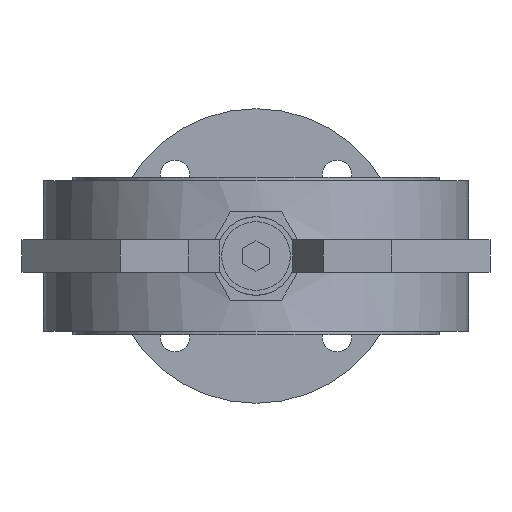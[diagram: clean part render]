
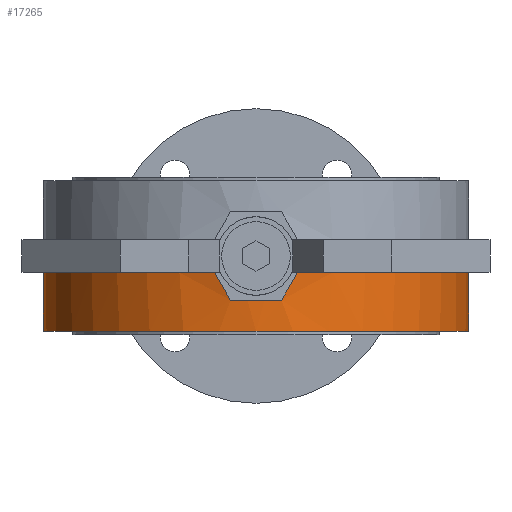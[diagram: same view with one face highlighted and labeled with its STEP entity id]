
A CAD part, front view. The second image highlights one B-rep face of the part: STEP entity #17265.
In plain terms, the highlighted cylindrical face has radius 65 mm (diameter 130 mm), a partial arc.
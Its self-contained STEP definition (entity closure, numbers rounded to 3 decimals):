
#13 = CARTESIAN_POINT ( 'NONE',  ( 0., 0., -23. ) ) ;
#1501 = EDGE_CURVE ( 'NONE', #14587, #13834, #9464, .T. ) ;
#1803 = CYLINDRICAL_SURFACE ( 'NONE', #1825, 65. ) ;
#1825 = AXIS2_PLACEMENT_3D ( 'NONE', #4166, #17773, #19407 ) ;
#2109 = CARTESIAN_POINT ( 'NONE',  ( -9.44, -64.332, -10.65 ) ) ;
#2196 = CARTESIAN_POINT ( 'NONE',  ( -7.794, -64.531, -13.5 ) ) ;
#2812 = DIRECTION ( 'NONE',  ( 0., 0., 1. ) ) ;
#2995 = ORIENTED_EDGE ( 'NONE', *, *, #15116, .T. ) ;
#3563 = EDGE_CURVE ( 'NONE', #15875, #12779, #18299, .T. ) ;
#3794 =( BOUNDED_CURVE ( )  B_SPLINE_CURVE ( 3, ( #12870, #18557, #18470, #6744 ),
 .UNSPECIFIED., .F., .F. ) 
 B_SPLINE_CURVE_WITH_KNOTS ( ( 4, 4 ),
 ( 1.374, 1.451 ),
 .UNSPECIFIED. ) 
 CURVE ( )  GEOMETRIC_REPRESENTATION_ITEM ( )  RATIONAL_B_SPLINE_CURVE ( ( 1., 1., 1., 1. ) ) 
 REPRESENTATION_ITEM ( '' )  );
#3816 = CIRCLE ( 'NONE', #24953, 65. ) ;
#4166 = CARTESIAN_POINT ( 'NONE',  ( 0., 0., 115.101 ) ) ;
#4725 = CARTESIAN_POINT ( 'NONE',  ( 65., 0., 115.101 ) ) ;
#4815 = LINE ( 'NONE', #5684, #14576 ) ;
#4942 = CARTESIAN_POINT ( 'NONE',  ( 0., 0., -5. ) ) ;
#5684 = CARTESIAN_POINT ( 'NONE',  ( -65., 0., 115.101 ) ) ;
#5752 = CARTESIAN_POINT ( 'NONE',  ( 7.794, -64.531, -13.5 ) ) ;
#5861 = EDGE_CURVE ( 'NONE', #13736, #21389, #10178, .T. ) ;
#5942 = CARTESIAN_POINT ( 'NONE',  ( -11.076, -64.071, -7.815 ) ) ;
#6744 = CARTESIAN_POINT ( 'NONE',  ( 7.794, -64.531, -13.5 ) ) ;
#7268 = ORIENTED_EDGE ( 'NONE', *, *, #5861, .F. ) ;
#7568 = CARTESIAN_POINT ( 'NONE',  ( 0., 0., -13.5 ) ) ;
#8036 = ORIENTED_EDGE ( 'NONE', *, *, #3563, .T. ) ;
#8698 = CARTESIAN_POINT ( 'NONE',  ( -65., 0., -23. ) ) ;
#8885 = DIRECTION ( 'NONE',  ( 1., 0., 0. ) ) ;
#9464 =( BOUNDED_CURVE ( )  B_SPLINE_CURVE ( 3, ( #2196, #2109, #5942, #21643 ),
 .UNSPECIFIED., .F., .T. ) 
 B_SPLINE_CURVE_WITH_KNOTS ( ( 4, 4 ),
 ( 4.833, 4.909 ),
 .UNSPECIFIED. ) 
 CURVE ( )  GEOMETRIC_REPRESENTATION_ITEM ( )  RATIONAL_B_SPLINE_CURVE ( ( 1., 1., 1., 1. ) ) 
 REPRESENTATION_ITEM ( '' )  );
#10178 = CIRCLE ( 'NONE', #20741, 65. ) ;
#10427 = CARTESIAN_POINT ( 'NONE',  ( 0., 0., -5. ) ) ;
#10591 = ORIENTED_EDGE ( 'NONE', *, *, #13276, .T. ) ;
#10929 = EDGE_LOOP ( 'NONE', ( #22117, #8036, #15323, #7268, #10591, #2995, #12005, #23587 ) ) ;
#11172 = CARTESIAN_POINT ( 'NONE',  ( -12.702, -63.747, -5. ) ) ;
#11214 = AXIS2_PLACEMENT_3D ( 'NONE', #10427, #20289, #22402 ) ;
#12005 = ORIENTED_EDGE ( 'NONE', *, *, #1501, .T. ) ;
#12340 = CARTESIAN_POINT ( 'NONE',  ( -65., 0., -5. ) ) ;
#12779 = VERTEX_POINT ( 'NONE', #17584 ) ;
#12870 = CARTESIAN_POINT ( 'NONE',  ( 12.702, -63.747, -5. ) ) ;
#13276 = EDGE_CURVE ( 'NONE', #13736, #21997, #3794, .T. ) ;
#13568 = EDGE_CURVE ( 'NONE', #15875, #14142, #4815, .T. ) ;
#13736 = VERTEX_POINT ( 'NONE', #22391 ) ;
#13834 = VERTEX_POINT ( 'NONE', #11172 ) ;
#14142 = VERTEX_POINT ( 'NONE', #12340 ) ;
#14576 = VECTOR ( 'NONE', #21275, 1000. ) ;
#14587 = VERTEX_POINT ( 'NONE', #17897 ) ;
#15116 = EDGE_CURVE ( 'NONE', #21997, #14587, #3816, .T. ) ;
#15323 = ORIENTED_EDGE ( 'NONE', *, *, #21136, .T. ) ;
#15875 = VERTEX_POINT ( 'NONE', #8698 ) ;
#17265 = ADVANCED_FACE ( 'NONE', ( #17655 ), #1803, .T. ) ;
#17584 = CARTESIAN_POINT ( 'NONE',  ( 65., 0., -23. ) ) ;
#17655 = FACE_OUTER_BOUND ( 'NONE', #10929, .T. ) ;
#17773 = DIRECTION ( 'NONE',  ( 0., 0., 1. ) ) ;
#17897 = CARTESIAN_POINT ( 'NONE',  ( -7.794, -64.531, -13.5 ) ) ;
#18299 = CIRCLE ( 'NONE', #19205, 65. ) ;
#18470 = CARTESIAN_POINT ( 'NONE',  ( 9.44, -64.332, -10.65 ) ) ;
#18557 = CARTESIAN_POINT ( 'NONE',  ( 11.076, -64.071, -7.815 ) ) ;
#19205 = AXIS2_PLACEMENT_3D ( 'NONE', #13, #25143, #23217 ) ;
#19407 = DIRECTION ( 'NONE',  ( 1., 0., 0. ) ) ;
#19908 = EDGE_CURVE ( 'NONE', #14142, #13834, #20919, .T. ) ;
#20289 = DIRECTION ( 'NONE',  ( 0., 0., 1. ) ) ;
#20741 = AXIS2_PLACEMENT_3D ( 'NONE', #4942, #2812, #8885 ) ;
#20748 = CARTESIAN_POINT ( 'NONE',  ( 65., 0., -5. ) ) ;
#20861 = DIRECTION ( 'NONE',  ( 1., 0., 0. ) ) ;
#20919 = CIRCLE ( 'NONE', #11214, 65. ) ;
#21136 = EDGE_CURVE ( 'NONE', #12779, #21389, #22965, .T. ) ;
#21275 = DIRECTION ( 'NONE',  ( 0., 0., 1. ) ) ;
#21389 = VERTEX_POINT ( 'NONE', #20748 ) ;
#21643 = CARTESIAN_POINT ( 'NONE',  ( -12.702, -63.747, -5. ) ) ;
#21997 = VERTEX_POINT ( 'NONE', #5752 ) ;
#22117 = ORIENTED_EDGE ( 'NONE', *, *, #13568, .F. ) ;
#22391 = CARTESIAN_POINT ( 'NONE',  ( 12.702, -63.747, -5. ) ) ;
#22402 = DIRECTION ( 'NONE',  ( 1., 0., 0. ) ) ;
#22439 = DIRECTION ( 'NONE',  ( 0., 0., 1. ) ) ;
#22901 = DIRECTION ( 'NONE',  ( 0., 0., -1. ) ) ;
#22965 = LINE ( 'NONE', #4725, #24166 ) ;
#23217 = DIRECTION ( 'NONE',  ( 1., 0., 0. ) ) ;
#23587 = ORIENTED_EDGE ( 'NONE', *, *, #19908, .F. ) ;
#24166 = VECTOR ( 'NONE', #22439, 1000. ) ;
#24953 = AXIS2_PLACEMENT_3D ( 'NONE', #7568, #22901, #20861 ) ;
#25143 = DIRECTION ( 'NONE',  ( 0., 0., 1. ) ) ;
